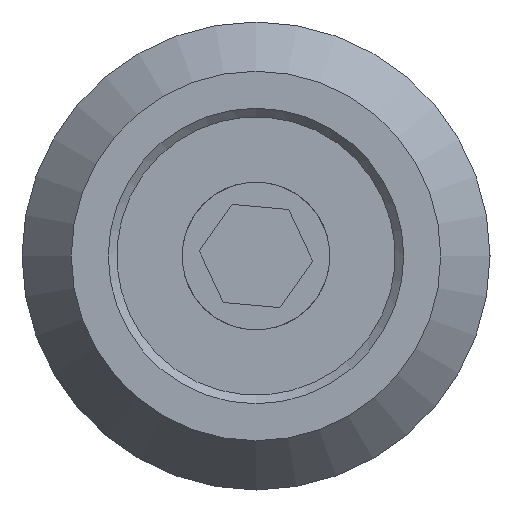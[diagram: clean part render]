
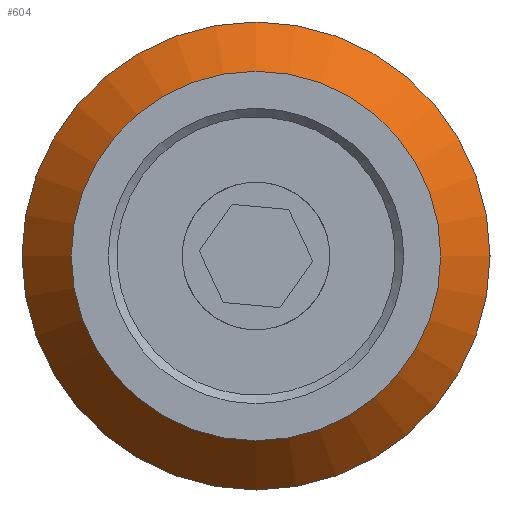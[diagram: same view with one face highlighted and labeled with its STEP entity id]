
A CAD part, front view. The second image highlights one B-rep face of the part: STEP entity #604.
In plain terms, the highlighted conical face has half-angle 38.66 degrees and reference radius 9.5 mm.
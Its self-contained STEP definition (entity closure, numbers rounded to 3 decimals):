
#59=CONICAL_SURFACE('',#672,9.5,0.675);
#135=ORIENTED_EDGE('',*,*,#214,.T.);
#136=ORIENTED_EDGE('',*,*,#213,.F.);
#213=EDGE_CURVE('',#256,#256,#293,.T.);
#214=EDGE_CURVE('',#257,#257,#294,.T.);
#256=VERTEX_POINT('',#896);
#257=VERTEX_POINT('',#899);
#293=CIRCLE('',#671,9.5);
#294=CIRCLE('',#673,7.5);
#326=EDGE_LOOP('',(#135));
#327=EDGE_LOOP('',(#136));
#384=FACE_BOUND('',#326,.T.);
#385=FACE_BOUND('',#327,.T.);
#604=ADVANCED_FACE('',(#384,#385),#59,.T.);
#671=AXIS2_PLACEMENT_3D('',#895,#755,#756);
#672=AXIS2_PLACEMENT_3D('',#897,#757,#758);
#673=AXIS2_PLACEMENT_3D('',#898,#759,#760);
#755=DIRECTION('',(-1.,0.,0.));
#756=DIRECTION('',(0.,0.,1.));
#757=DIRECTION('',(-1.,0.,0.));
#758=DIRECTION('',(0.,0.,1.));
#759=DIRECTION('',(-1.,0.,0.));
#760=DIRECTION('',(0.,0.,1.));
#895=CARTESIAN_POINT('',(3.5,0.,0.));
#896=CARTESIAN_POINT('',(3.5,0.,9.5));
#897=CARTESIAN_POINT('',(3.5,0.,0.));
#898=CARTESIAN_POINT('',(6.,0.,0.));
#899=CARTESIAN_POINT('',(6.,0.,7.5));
